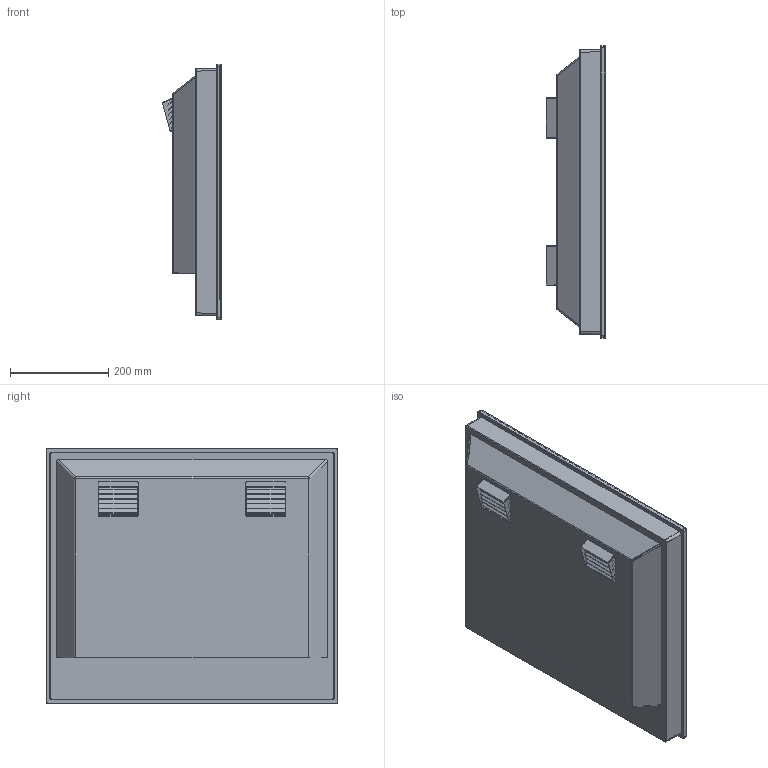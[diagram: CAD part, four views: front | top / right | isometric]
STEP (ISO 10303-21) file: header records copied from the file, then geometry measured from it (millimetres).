
FILE_DESCRIPTION(('FreeCAD Model'),'2;1');
FILE_NAME('Open CASCADE Shape Model','2025-05-03T08:57:56',('FreeCAD'),( 'FreeCAD'),'Open CASCADE STEP processor 7.6','FreeCAD','Unknown');
FILE_SCHEMA(('AUTOMOTIVE_DESIGN { 1 0 10303 214 1 1 1 1 }'));
Length unit declared in the file: millimetre
Products named in the file (1): Open CASCADE STEP translator 7.6 1
Bounding box: 120.77 x 593.63 x 520.53 mm (x, y, z)
Volume: 2492554.5 mm3; surface area: 2180302.7 mm2
Topology: 14 solids, 14 shells, 267 faces, 726 edges, 473 vertices
Faces by surface type: bspline 267
Entity records: 8755 total; most frequent: CARTESIAN_POINT 4447, ORIENTED_EDGE 1452, EDGE_CURVE 726, B_SPLINE_CURVE_WITH_KNOTS 564, VERTEX_POINT 473, FACE_BOUND 303, EDGE_LOOP 303, ADVANCED_FACE 267
